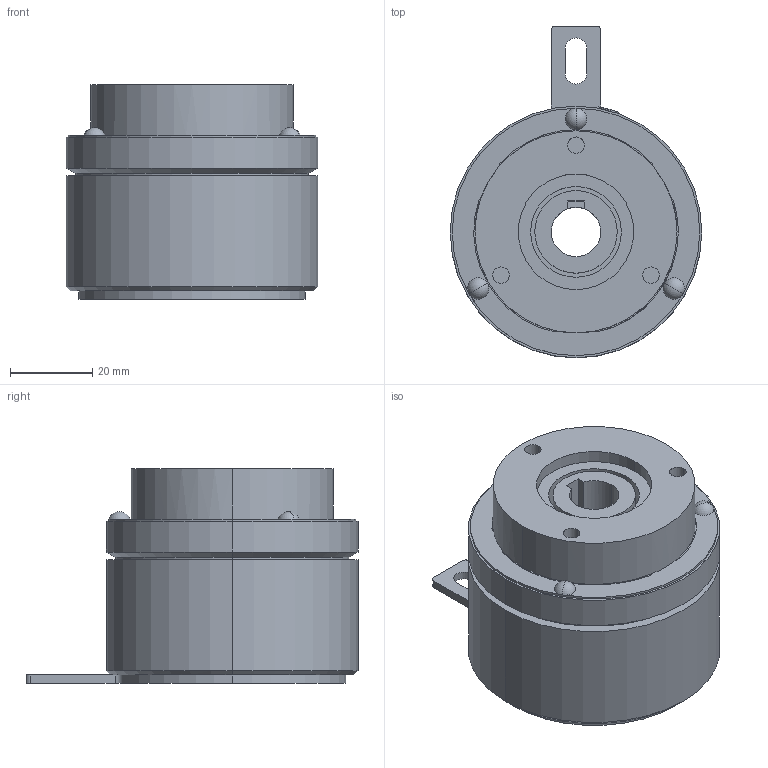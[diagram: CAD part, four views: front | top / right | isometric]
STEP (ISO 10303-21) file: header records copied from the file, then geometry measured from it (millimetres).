
FILE_DESCRIPTION (( 'STEP AP203' ), '1' );
FILE_NAME ('AMC 40_25144900(‚P‘Ì).STEP', '2016-03-04T01:34:44', ( ' ' ), ( '' ), 'SwSTEP 2.0', 'SolidWorks 2009', '' );
FILE_SCHEMA (( 'CONFIG_CONTROL_DESIGN' ));
Length unit declared in the file: millimetre
Products named in the file (1): AMC 40_25144900(１体)
Bounding box: 61 x 80.5 x 52 mm (x, y, z)
Volume: 128401.2 mm3; surface area: 21662.3 mm2
Topology: 1 solids, 1 shells, 105 faces, 270 edges, 168 vertices
Faces by surface type: cylinder 59, plane 34, torus 6, cone 4, sphere 2
Entity records: 3357 total; most frequent: DIRECTION 628, CARTESIAN_POINT 602, ORIENTED_EDGE 528, EDGE_CURVE 264, AXIS2_PLACEMENT_3D 260, VERTEX_POINT 168, CIRCLE 154, EDGE_LOOP 122
